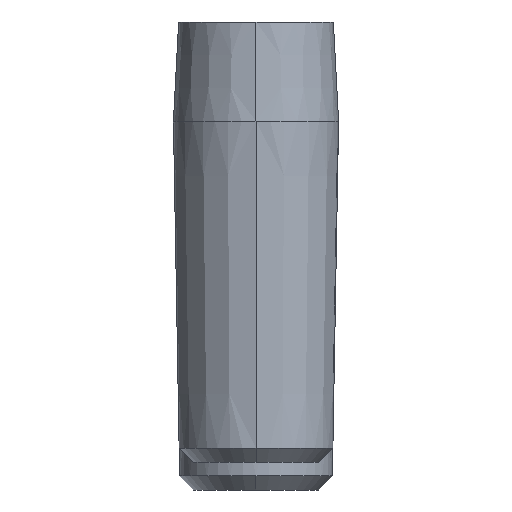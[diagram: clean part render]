
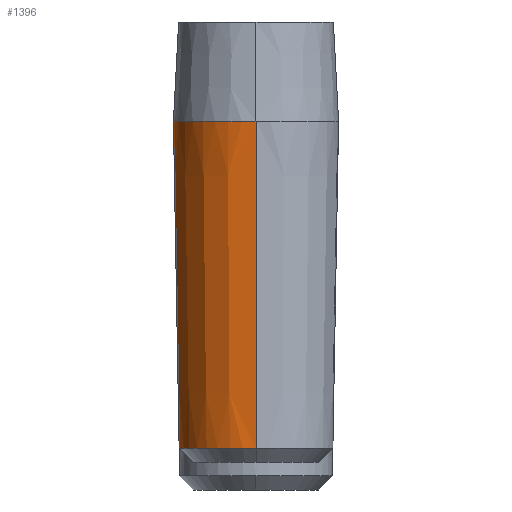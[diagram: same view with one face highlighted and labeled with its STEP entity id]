
A CAD part, left-side view. The second image highlights one B-rep face of the part: STEP entity #1396.
In plain terms, the highlighted conical face has half-angle 1 degrees and reference radius 0.762 mm.
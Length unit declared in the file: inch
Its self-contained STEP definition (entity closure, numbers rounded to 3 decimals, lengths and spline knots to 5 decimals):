
#25 = ORIENTED_EDGE ( 'NONE', *, *, #1163, .T. ) ;
#51 = EDGE_LOOP ( 'NONE', ( #1479, #25, #184, #175, #1380, #1124 ) ) ;
#134 = DIRECTION ( 'NONE',  ( -1., 0., 0. ) ) ;
#146 = VERTEX_POINT ( 'NONE', #1365 ) ;
#163 = AXIS2_PLACEMENT_3D ( 'NONE', #1895, #875, #1679 ) ;
#175 = ORIENTED_EDGE ( 'NONE', *, *, #2321, .F. ) ;
#184 = ORIENTED_EDGE ( 'NONE', *, *, #934, .T. ) ;
#200 = FACE_OUTER_BOUND ( 'NONE', #51, .T. ) ;
#230 = VERTEX_POINT ( 'NONE', #1146 ) ;
#236 = EDGE_CURVE ( 'NONE', #1606, #1452, #1592, .T. ) ;
#240 = DIRECTION ( 'NONE',  ( -1., 0., 0. ) ) ;
#281 = CARTESIAN_POINT ( 'NONE',  ( -0.13932, 0.01448, 0.104 ) ) ;
#406 = VECTOR ( 'NONE', #787, 39.37008 ) ;
#408 = EDGE_CURVE ( 'NONE', #1406, #1691, #919, .T. ) ;
#505 = CONICAL_SURFACE ( 'NONE', #163, 0.03, 0.017 ) ;
#594 = CARTESIAN_POINT ( 'NONE',  ( -0.165, 0., 0.01509 ) ) ;
#615 = CARTESIAN_POINT ( 'NONE',  ( -0.13552, 0., 0.104 ) ) ;
#778 = CARTESIAN_POINT ( 'NONE',  ( -0.165, 0., 0.134 ) ) ;
#787 = DIRECTION ( 'NONE',  ( 0.017, 0., 1. ) ) ;
#798 = CARTESIAN_POINT ( 'NONE',  ( -0.135, 0., 0.134 ) ) ;
#858 = CARTESIAN_POINT ( 'NONE',  ( -0.13708, 0., 0.01509 ) ) ;
#875 = DIRECTION ( 'NONE',  ( 0., 0., 1. ) ) ;
#919 = CIRCLE ( 'NONE', #1114, 0.02792 ) ;
#934 = EDGE_CURVE ( 'NONE', #146, #230, #1623, .T. ) ;
#959 = DIRECTION ( 'NONE',  ( 0., 0., -1. ) ) ;
#1114 = AXIS2_PLACEMENT_3D ( 'NONE', #594, #2262, #240 ) ;
#1124 = ORIENTED_EDGE ( 'NONE', *, *, #2289, .F. ) ;
#1146 = CARTESIAN_POINT ( 'NONE',  ( -0.13902, 0.015, 0.134 ) ) ;
#1163 = EDGE_CURVE ( 'NONE', #1406, #146, #1254, .T. ) ;
#1172 = CARTESIAN_POINT ( 'NONE',  ( -0.13932, 0.01448, 0.104 ) ) ;
#1254 = LINE ( 'NONE', #1821, #1333 ) ;
#1261 = CARTESIAN_POINT ( 'NONE',  ( -0.165, 0., 0.104 ) ) ;
#1264 = DIRECTION ( 'NONE',  ( -0.017, 0., 1. ) ) ;
#1333 = VECTOR ( 'NONE', #1264, 39.37008 ) ;
#1353 = DIRECTION ( 'NONE',  ( -1., 0., 0. ) ) ;
#1365 = CARTESIAN_POINT ( 'NONE',  ( -0.195, 0., 0.134 ) ) ;
#1380 = ORIENTED_EDGE ( 'NONE', *, *, #236, .F. ) ;
#1392 = AXIS2_PLACEMENT_3D ( 'NONE', #778, #959, #1353 ) ;
#1396 = ADVANCED_FACE ( 'NONE', ( #200 ), #505, .T. ) ;
#1406 = VERTEX_POINT ( 'NONE', #1610 ) ;
#1449 = CARTESIAN_POINT ( 'NONE',  ( -0.13912, 0.01483, 0.124 ) ) ;
#1452 = VERTEX_POINT ( 'NONE', #281 ) ;
#1477 = AXIS2_PLACEMENT_3D ( 'NONE', #1261, #2343, #134 ) ;
#1479 = ORIENTED_EDGE ( 'NONE', *, *, #408, .F. ) ;
#1592 = CIRCLE ( 'NONE', #1477, 0.02948 ) ;
#1606 = VERTEX_POINT ( 'NONE', #615 ) ;
#1610 = CARTESIAN_POINT ( 'NONE',  ( -0.19292, 0., 0.01509 ) ) ;
#1623 = CIRCLE ( 'NONE', #1392, 0.03 ) ;
#1679 = DIRECTION ( 'NONE',  ( 1., 0., 0. ) ) ;
#1691 = VERTEX_POINT ( 'NONE', #858 ) ;
#1709 = B_SPLINE_CURVE_WITH_KNOTS ( 'NONE', 3,
 ( #1172, #1794, #1449, #2004 ),
 .UNSPECIFIED., .F., .F.,
 ( 4, 4 ),
 ( 0., 0.00076 ),
 .UNSPECIFIED. ) ;
#1794 = CARTESIAN_POINT ( 'NONE',  ( -0.13922, 0.01465, 0.114 ) ) ;
#1821 = CARTESIAN_POINT ( 'NONE',  ( -0.195, 0., 0.134 ) ) ;
#1895 = CARTESIAN_POINT ( 'NONE',  ( -0.165, 0., 0.134 ) ) ;
#2004 = CARTESIAN_POINT ( 'NONE',  ( -0.13902, 0.015, 0.134 ) ) ;
#2042 = LINE ( 'NONE', #798, #406 ) ;
#2262 = DIRECTION ( 'NONE',  ( 0., 0., -1. ) ) ;
#2289 = EDGE_CURVE ( 'NONE', #1691, #1606, #2042, .T. ) ;
#2321 = EDGE_CURVE ( 'NONE', #1452, #230, #1709, .T. ) ;
#2343 = DIRECTION ( 'NONE',  ( 0., 0., 1. ) ) ;
